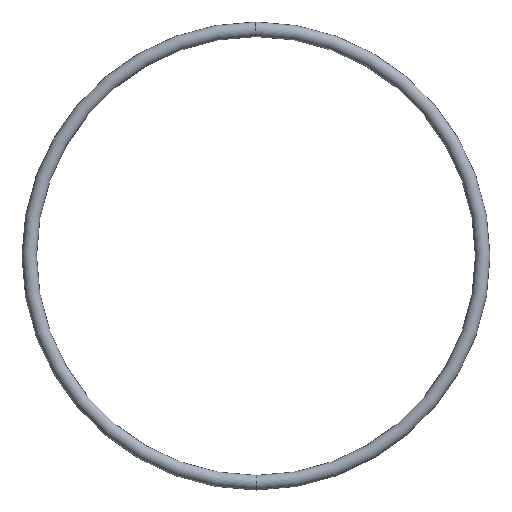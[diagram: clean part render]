
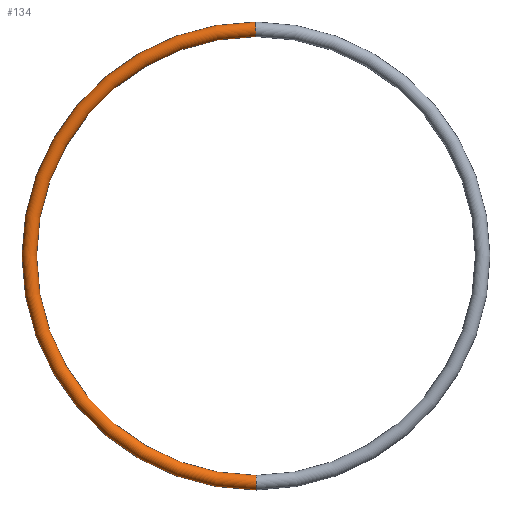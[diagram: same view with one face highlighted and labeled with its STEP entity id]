
A CAD part, left-side view. The second image highlights one B-rep face of the part: STEP entity #134.
In plain terms, the highlighted toroidal (fillet/blend) face has major radius 15.5 mm and minor radius 0.5 mm.
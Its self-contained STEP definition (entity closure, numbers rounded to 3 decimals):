
#4 = EDGE_CURVE ( 'NONE', #88, #117, #13, .T. ) ;
#7 = DIRECTION ( 'NONE',  ( 0., 1., 0. ) ) ;
#11 = ORIENTED_EDGE ( 'NONE', *, *, #30, .F. ) ;
#13 = CIRCLE ( 'NONE', #81, 0.5 ) ;
#15 = CIRCLE ( 'NONE', #43, 15. ) ;
#16 = AXIS2_PLACEMENT_3D ( 'NONE', #96, #105, #39 ) ;
#24 = AXIS2_PLACEMENT_3D ( 'NONE', #93, #41, #128 ) ;
#30 = EDGE_CURVE ( 'NONE', #117, #51, #74, .T. ) ;
#38 = CARTESIAN_POINT ( 'NONE',  ( 0., 0., 16. ) ) ;
#39 = DIRECTION ( 'NONE',  ( 0., 0., 1. ) ) ;
#40 = CARTESIAN_POINT ( 'NONE',  ( 0., 0., -15. ) ) ;
#41 = DIRECTION ( 'NONE',  ( 1., 0., 0. ) ) ;
#43 = AXIS2_PLACEMENT_3D ( 'NONE', #78, #138, #7 ) ;
#51 = VERTEX_POINT ( 'NONE', #38 ) ;
#53 = CARTESIAN_POINT ( 'NONE',  ( 0., 0., 15. ) ) ;
#64 = CARTESIAN_POINT ( 'NONE',  ( 0., 0., -15.5 ) ) ;
#68 = CARTESIAN_POINT ( 'NONE',  ( 0., 0., 0. ) ) ;
#74 = CIRCLE ( 'NONE', #123, 16. ) ;
#76 = CARTESIAN_POINT ( 'NONE',  ( 0., 0., -16. ) ) ;
#78 = CARTESIAN_POINT ( 'NONE',  ( 0., 0., 0. ) ) ;
#81 = AXIS2_PLACEMENT_3D ( 'NONE', #64, #151, #89 ) ;
#83 = EDGE_CURVE ( 'NONE', #88, #146, #15, .T. ) ;
#88 = VERTEX_POINT ( 'NONE', #40 ) ;
#89 = DIRECTION ( 'NONE',  ( 1., 0., 0. ) ) ;
#93 = CARTESIAN_POINT ( 'NONE',  ( 0., 0., 0. ) ) ;
#96 = CARTESIAN_POINT ( 'NONE',  ( 0., 0., 15.5 ) ) ;
#100 = CIRCLE ( 'NONE', #16, 0.5 ) ;
#104 = DIRECTION ( 'NONE',  ( 0., 1., 0. ) ) ;
#105 = DIRECTION ( 'NONE',  ( 0., 1., 0. ) ) ;
#109 = FACE_OUTER_BOUND ( 'NONE', #114, .T. ) ;
#114 = EDGE_LOOP ( 'NONE', ( #11, #156, #148, #135 ) ) ;
#117 = VERTEX_POINT ( 'NONE', #76 ) ;
#123 = AXIS2_PLACEMENT_3D ( 'NONE', #68, #140, #104 ) ;
#128 = DIRECTION ( 'NONE',  ( 0., 0., -1. ) ) ;
#134 = ADVANCED_FACE ( 'NONE', ( #109 ), #147, .T. ) ;
#135 = ORIENTED_EDGE ( 'NONE', *, *, #149, .T. ) ;
#138 = DIRECTION ( 'NONE',  ( 1., 0., 0. ) ) ;
#140 = DIRECTION ( 'NONE',  ( 1., 0., 0. ) ) ;
#146 = VERTEX_POINT ( 'NONE', #53 ) ;
#147 = TOROIDAL_SURFACE ( 'NONE', #24, 15.5, 0.5 ) ;
#148 = ORIENTED_EDGE ( 'NONE', *, *, #83, .T. ) ;
#149 = EDGE_CURVE ( 'NONE', #146, #51, #100, .T. ) ;
#151 = DIRECTION ( 'NONE',  ( 0., -1., 0. ) ) ;
#156 = ORIENTED_EDGE ( 'NONE', *, *, #4, .F. ) ;
